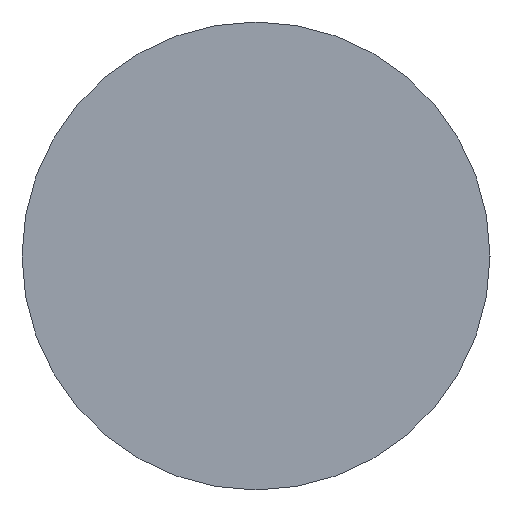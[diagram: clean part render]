
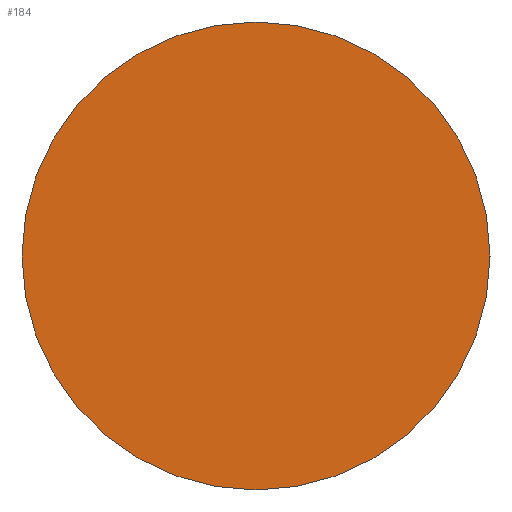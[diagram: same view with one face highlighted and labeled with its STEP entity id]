
A CAD part, left-side view. The second image highlights one B-rep face of the part: STEP entity #184.
In plain terms, the highlighted planar face has unit normal (-1, 0, 0).
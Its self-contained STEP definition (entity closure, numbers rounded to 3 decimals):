
#11 = EDGE_LOOP ( 'NONE', ( #157, #171 ) ) ;
#25 = FACE_OUTER_BOUND ( 'NONE', #11, .T. ) ;
#26 = VERTEX_POINT ( 'NONE', #129 ) ;
#29 = DIRECTION ( 'NONE',  ( -1., 0., 0. ) ) ;
#53 = DIRECTION ( 'NONE',  ( 0., 0., 1. ) ) ;
#58 = DIRECTION ( 'NONE',  ( -1., 0., 0. ) ) ;
#67 = DIRECTION ( 'NONE',  ( 1., 0., 0. ) ) ;
#69 = CARTESIAN_POINT ( 'NONE',  ( 115.144, 65.222, 0. ) ) ;
#73 = EDGE_CURVE ( 'NONE', #161, #26, #115, .T. ) ;
#93 = EDGE_CURVE ( 'NONE', #26, #161, #119, .T. ) ;
#108 = AXIS2_PLACEMENT_3D ( 'NONE', #69, #67, #135 ) ;
#115 = CIRCLE ( 'NONE', #160, 20. ) ;
#117 = CARTESIAN_POINT ( 'NONE',  ( 115.144, 65.222, 0. ) ) ;
#119 = CIRCLE ( 'NONE', #137, 20. ) ;
#129 = CARTESIAN_POINT ( 'NONE',  ( 115.144, 65.222, -20. ) ) ;
#135 = DIRECTION ( 'NONE',  ( 0., 0., -1. ) ) ;
#137 = AXIS2_PLACEMENT_3D ( 'NONE', #117, #58, #180 ) ;
#157 = ORIENTED_EDGE ( 'NONE', *, *, #73, .T. ) ;
#159 = PLANE ( 'NONE',  #108 ) ;
#160 = AXIS2_PLACEMENT_3D ( 'NONE', #174, #29, #53 ) ;
#161 = VERTEX_POINT ( 'NONE', #162 ) ;
#162 = CARTESIAN_POINT ( 'NONE',  ( 115.144, 65.222, 20. ) ) ;
#171 = ORIENTED_EDGE ( 'NONE', *, *, #93, .T. ) ;
#174 = CARTESIAN_POINT ( 'NONE',  ( 115.144, 65.222, 0. ) ) ;
#180 = DIRECTION ( 'NONE',  ( 0., 0., 1. ) ) ;
#184 = ADVANCED_FACE ( 'NONE', ( #25 ), #159, .F. ) ;
